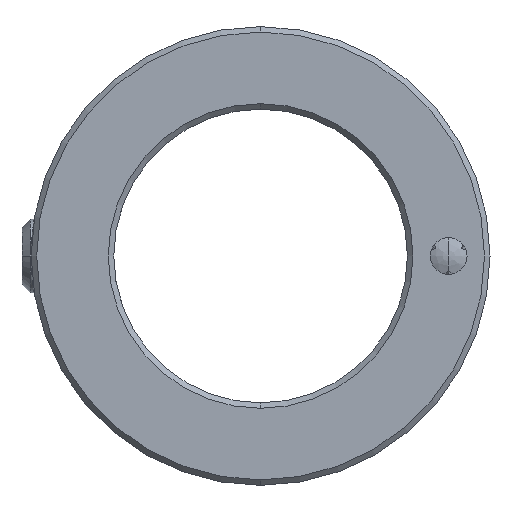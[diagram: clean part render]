
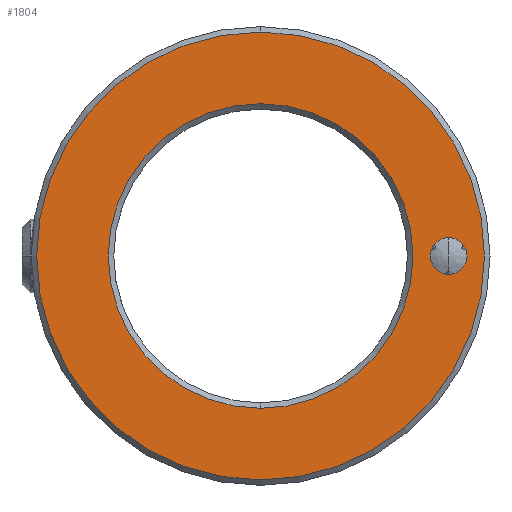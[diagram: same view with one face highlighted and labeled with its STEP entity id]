
A CAD part, front view. The second image highlights one B-rep face of the part: STEP entity #1804.
In plain terms, the highlighted planar face has unit normal (0, -1, 0).
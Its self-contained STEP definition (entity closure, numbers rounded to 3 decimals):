
#31 = DIRECTION ( 'NONE',  ( 0., 0., 1. ) ) ;
#130 = VERTEX_POINT ( 'NONE', #1733 ) ;
#157 = FACE_BOUND ( 'NONE', #1016, .T. ) ;
#161 = EDGE_LOOP ( 'NONE', ( #2304, #1194 ) ) ;
#213 = FACE_BOUND ( 'NONE', #2914, .T. ) ;
#272 = CIRCLE ( 'NONE', #725, 1. ) ;
#278 = DIRECTION ( 'NONE',  ( 0., 0., 1. ) ) ;
#339 = CARTESIAN_POINT ( 'NONE',  ( 0., 0., 0. ) ) ;
#371 = EDGE_CURVE ( 'NONE', #703, #388, #1938, .T. ) ;
#372 = CARTESIAN_POINT ( 'NONE',  ( 0., 0., -8.3 ) ) ;
#388 = VERTEX_POINT ( 'NONE', #619 ) ;
#429 = FACE_OUTER_BOUND ( 'NONE', #161, .T. ) ;
#517 = DIRECTION ( 'NONE',  ( 0., -1., 0. ) ) ;
#575 = DIRECTION ( 'NONE',  ( 0., 1., 0. ) ) ;
#589 = CIRCLE ( 'NONE', #1723, 8.3 ) ;
#592 = CARTESIAN_POINT ( 'NONE',  ( 0., 0., 0. ) ) ;
#619 = CARTESIAN_POINT ( 'NONE',  ( 0., 0., -12.2 ) ) ;
#703 = VERTEX_POINT ( 'NONE', #2707 ) ;
#716 = DIRECTION ( 'NONE',  ( 0., -1., 0. ) ) ;
#725 = AXIS2_PLACEMENT_3D ( 'NONE', #861, #1780, #2894 ) ;
#840 = ORIENTED_EDGE ( 'NONE', *, *, #2682, .T. ) ;
#861 = CARTESIAN_POINT ( 'NONE',  ( 10.25, 0., 0. ) ) ;
#894 = ORIENTED_EDGE ( 'NONE', *, *, #1877, .T. ) ;
#895 = VERTEX_POINT ( 'NONE', #1365 ) ;
#899 = DIRECTION ( 'NONE',  ( 0., 1., 0. ) ) ;
#910 = CIRCLE ( 'NONE', #2575, 12.2 ) ;
#971 = ORIENTED_EDGE ( 'NONE', *, *, #1683, .T. ) ;
#1016 = EDGE_LOOP ( 'NONE', ( #894, #2327 ) ) ;
#1129 = EDGE_CURVE ( 'NONE', #130, #2601, #589, .T. ) ;
#1138 = AXIS2_PLACEMENT_3D ( 'NONE', #339, #2366, #2129 ) ;
#1185 = VERTEX_POINT ( 'NONE', #1681 ) ;
#1194 = ORIENTED_EDGE ( 'NONE', *, *, #2747, .T. ) ;
#1333 = CIRCLE ( 'NONE', #1138, 8.3 ) ;
#1365 = CARTESIAN_POINT ( 'NONE',  ( 10.25, 0., -1. ) ) ;
#1392 = DIRECTION ( 'NONE',  ( 0., 1., 0. ) ) ;
#1446 = DIRECTION ( 'NONE',  ( 0., 0., 1. ) ) ;
#1449 = AXIS2_PLACEMENT_3D ( 'NONE', #1649, #517, #2114 ) ;
#1456 = DIRECTION ( 'NONE',  ( 0., 0., 1. ) ) ;
#1482 = CIRCLE ( 'NONE', #1623, 1. ) ;
#1623 = AXIS2_PLACEMENT_3D ( 'NONE', #2542, #1392, #278 ) ;
#1649 = CARTESIAN_POINT ( 'NONE',  ( 0., 0., 0. ) ) ;
#1678 = AXIS2_PLACEMENT_3D ( 'NONE', #592, #575, #1456 ) ;
#1681 = CARTESIAN_POINT ( 'NONE',  ( 10.25, 0., 1. ) ) ;
#1683 = EDGE_CURVE ( 'NONE', #1185, #895, #1482, .T. ) ;
#1716 = PLANE ( 'NONE',  #1678 ) ;
#1723 = AXIS2_PLACEMENT_3D ( 'NONE', #2043, #899, #1446 ) ;
#1733 = CARTESIAN_POINT ( 'NONE',  ( 0., 0., 8.3 ) ) ;
#1780 = DIRECTION ( 'NONE',  ( 0., 1., 0. ) ) ;
#1804 = ADVANCED_FACE ( 'NONE', ( #213, #429, #157 ), #1716, .F. ) ;
#1877 = EDGE_CURVE ( 'NONE', #2601, #130, #1333, .T. ) ;
#1881 = CARTESIAN_POINT ( 'NONE',  ( 0., 0., 0. ) ) ;
#1938 = CIRCLE ( 'NONE', #1449, 12.2 ) ;
#2043 = CARTESIAN_POINT ( 'NONE',  ( 0., 0., 0. ) ) ;
#2114 = DIRECTION ( 'NONE',  ( 0., 0., 1. ) ) ;
#2129 = DIRECTION ( 'NONE',  ( 0., 0., 1. ) ) ;
#2304 = ORIENTED_EDGE ( 'NONE', *, *, #371, .T. ) ;
#2327 = ORIENTED_EDGE ( 'NONE', *, *, #1129, .T. ) ;
#2366 = DIRECTION ( 'NONE',  ( 0., 1., 0. ) ) ;
#2542 = CARTESIAN_POINT ( 'NONE',  ( 10.25, 0., 0. ) ) ;
#2575 = AXIS2_PLACEMENT_3D ( 'NONE', #1881, #716, #31 ) ;
#2601 = VERTEX_POINT ( 'NONE', #372 ) ;
#2682 = EDGE_CURVE ( 'NONE', #895, #1185, #272, .T. ) ;
#2707 = CARTESIAN_POINT ( 'NONE',  ( 0., 0., 12.2 ) ) ;
#2747 = EDGE_CURVE ( 'NONE', #388, #703, #910, .T. ) ;
#2894 = DIRECTION ( 'NONE',  ( 0., 0., 1. ) ) ;
#2914 = EDGE_LOOP ( 'NONE', ( #971, #840 ) ) ;
